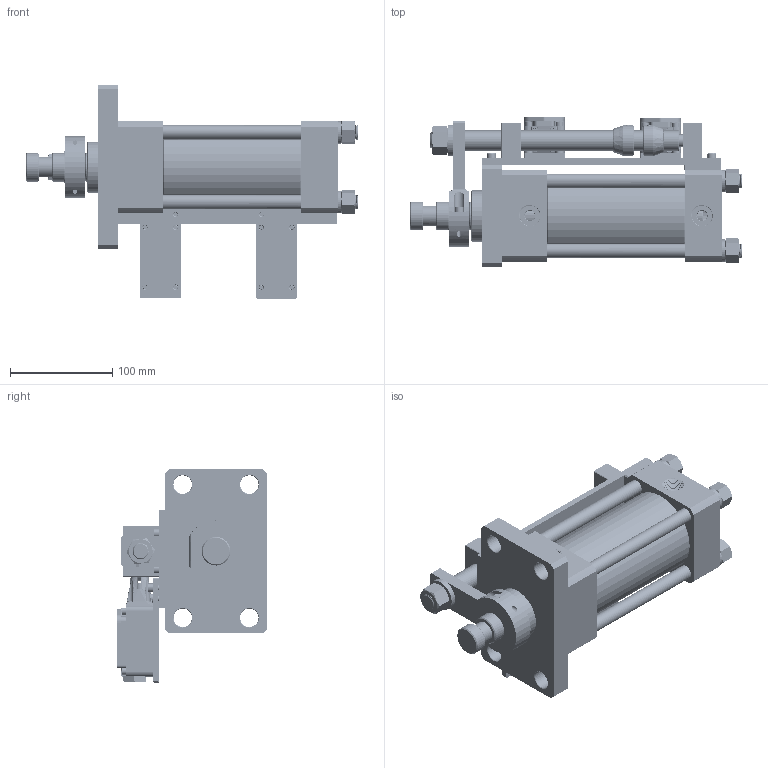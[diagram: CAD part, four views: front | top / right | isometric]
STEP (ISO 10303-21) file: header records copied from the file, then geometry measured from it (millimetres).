
FILE_DESCRIPTION (( 'STEP AP203' ), '1' );
FILE_NAME ('CHK-FA63-80D油缸三维图.STEP', '2013-03-16T01:03:18', ( 'user' ), ( 'Microsoft' ), 'SwSTEP 2.0', 'SolidWorks 2010', '' );
FILE_SCHEMA (( 'CONFIG_CONTROL_DESIGN' ));
Length unit declared in the file: millimetre
Products named in the file (35): ヶ遣喳杶; 活塞; 俴最裝嘐隅釱; 俴最奪盓傅釱; 袉赽; 333_GB_FASTENER_WASHER_SW 14; hexagon nuts grade c gb_GB_FASTENER_NUT_SNC1 M14-N; cross recessed countersunk head screws gb1_GB_CROSS_SCREWS_TYPE4 M3X6-4.35  H type-N; hexagon socket head cap screws gb_GB_FASTENER_SCREWS_HSHCS M4X30-N; 詰芠80; 絳堤菁啣63-80; 俴最裝63-80; CHK-FA63-80D油缸三维图; 綴裔63; 綴遣喳杶; 63ヶ裔; 渡杶; 楊擘; 菜輸; 俴最羲壽嘐隅釱; hexagon socket head cap screws gb_GB_FASTENER_SCREWS_HSHCS M5X16-N; hexagon socket head cap screws gb_GB_FASTENER_SCREWS_HSHCS M6X35-N; 333_GB_FASTENER_WASHER_SW 20; hexagon nuts grade c gb_GB_FASTENER_NUT_SNC1 M16-N; hex socket set screws with flat point gb_GB_FASTENER_SCREWS_HSFP M5X12-N; hex socket set screws with flat point gb_GB_FASTENER_SCREWS_HSFP M5X8-N; 俴最羲壽; 活塞杆80; 絳堤蟀諉芛12; 絳堤蟀諉芛11; 絳堤蟀諉啣; 俴最奪63-80; hexagon socket head cap screws gb_GB_FASTENER_SCREWS_HSHCS M5X10-N; 嶺裝63-80; bead1
Assembly tree (74 placements, depth 2):
  CHK-FA63-80D油缸三维图
    333_GB_FASTENER_WASHER_SW 14  x4
    hexagon socket head cap screws gb_GB_FASTENER_SCREWS_HSHCS M4X30-N  x8
    cross recessed countersunk head screws gb1_GB_CROSS_SCREWS_TYPE4 M3X6-4.35  H type-N  x10
    hexagon socket head cap screws gb_GB_FASTENER_SCREWS_HSHCS M5X16-N  x4
    嶺裝63-80  x4
    63ヶ裔
    hexagon nuts grade c gb_GB_FASTENER_NUT_SNC1 M14-N  x4
    詰芠80
    渡杶
    俴最羲壽嘐隅釱  x2
    hexagon socket head cap screws gb_GB_FASTENER_SCREWS_HSHCS M5X10-N  x6
    袉赽  x2
    ヶ遣喳杶
    俴最裝嘐隅釱
    絳堤蟀諉芛11
    絳堤菁啣63-80
    活塞
    綴裔63
    俴最奪63-80
    hexagon socket head cap screws gb_GB_FASTENER_SCREWS_HSHCS M6X35-N  x4
    hexagon nuts grade c gb_GB_FASTENER_NUT_SNC1 M16-N
    hex socket set screws with flat point gb_GB_FASTENER_SCREWS_HSFP M5X12-N
    絳堤蟀諉芛12
    絳堤蟀諉啣
    bead1
    綴遣喳杶
    hex socket set screws with flat point gb_GB_FASTENER_SCREWS_HSFP M5X8-N  x2
    俴最裝63-80
    俴最羲壽  x2
    活塞杆80
    菜輸
    333_GB_FASTENER_WASHER_SW 20
    楊擘
    俴最奪盓傅釱
Bounding box: 324 x 146.87 x 208.4 mm (x, y, z)
Volume: 2015525.2 mm3; surface area: 533634.2 mm2
Topology: 73 solids, 74 shells, 2802 faces, 6907 edges, 4324 vertices
Faces by surface type: cylinder 1094, plane 960, cone 455, bspline 293
Entity records: 86395 total; most frequent: CARTESIAN_POINT 48099, ORIENTED_EDGE 7288, DIRECTION 6732, EDGE_CURVE 3645, AXIS2_PLACEMENT_3D 2602, VERTEX_POINT 2288, EDGE_LOOP 1698, VECTOR 1528
